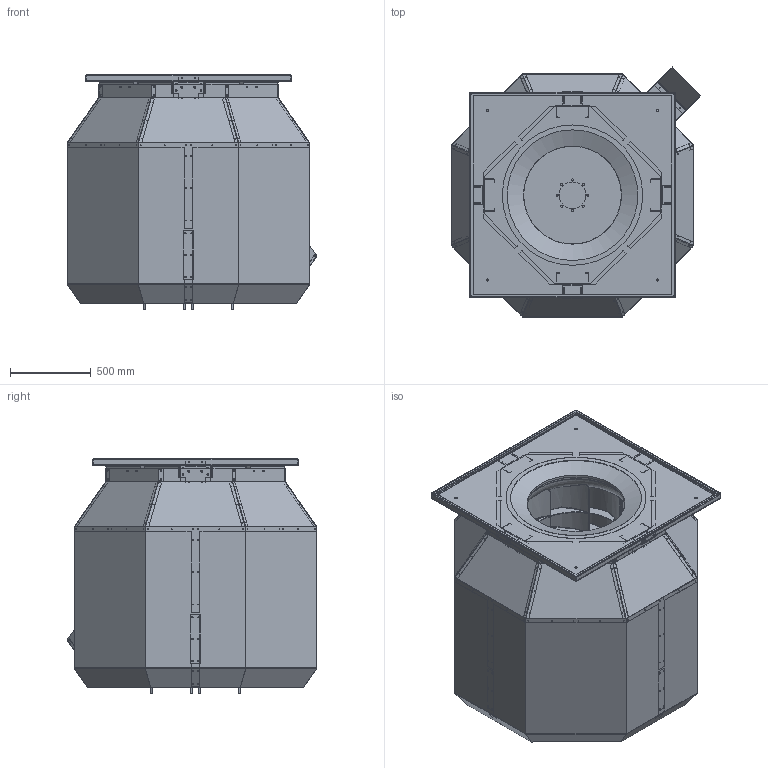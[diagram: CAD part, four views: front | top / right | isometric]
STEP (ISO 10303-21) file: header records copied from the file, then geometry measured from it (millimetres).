
FILE_DESCRIPTION(('STEP AP203'), '1');
FILE_NAME('薹陔 9鼯', '', ('UNSPECIFIED'), ('UNSPECIFIED'), 'ASCON STEP Converter 1.3', 'ASCON Math Kernel', '');
FILE_SCHEMA(('CONFIG_CONTROL_DESIGN'));
Length unit declared in the file: millimetre
Bounding box: 1545.93 x 1545.93 x 1450 mm (x, y, z)
Volume: 42084118.1 mm3; surface area: 44101223.9 mm2
Topology: 19 solids, 20 shells, 4326 faces, 11142 edges, 6662 vertices
Faces by surface type: plane 2698, cylinder 1544, bspline 72, cone 10, torus 2
Full cylindrical faces by diameter (mm): 5 x514, 9.3 x104, 11.3 x112, 12 x4, 13 x8, 13.3 x44, 16 x4, 19 x16, 40 x8, 165 x1, 301 x2, 603.825 x1, 606.225 x1, 633.825 x1, 639.825 x1, 808 x1, 868 x1, 900 x2
Entity records: 167436 total; most frequent: CARTESIAN_POINT 26123, DIRECTION 21997, ORIENTED_EDGE 20608, EDGE_CURVE 10304, AXIS2_PLACEMENT_3D 7758, EDGE_LOOP 6940, VERTEX_POINT 6665, LINE 6481
